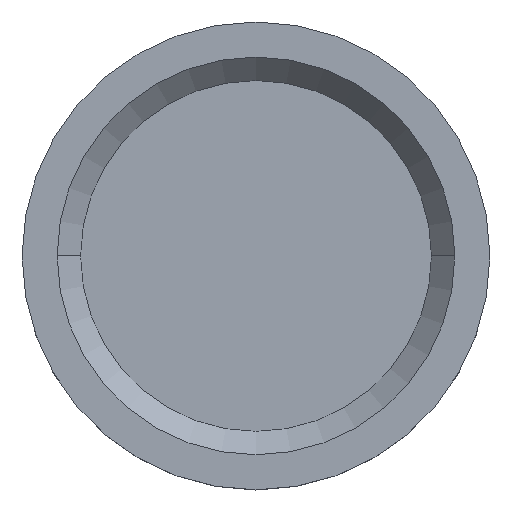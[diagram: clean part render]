
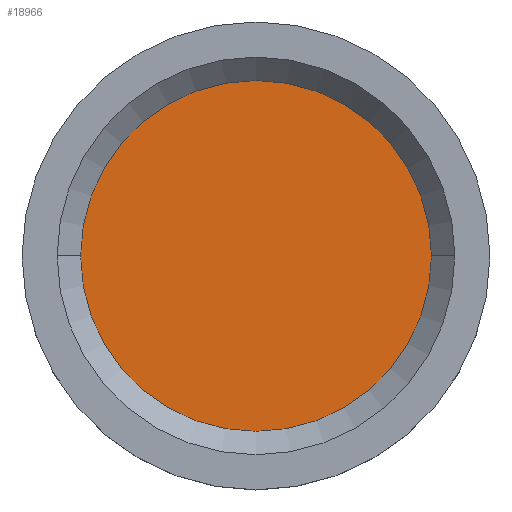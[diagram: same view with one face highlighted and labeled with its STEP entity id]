
A CAD part, top view. The second image highlights one B-rep face of the part: STEP entity #18966.
In plain terms, the highlighted face is planar.
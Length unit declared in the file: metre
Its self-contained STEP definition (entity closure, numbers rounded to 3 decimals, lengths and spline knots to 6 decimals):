
#2842 = CARTESIAN_POINT ( 'NONE',  ( 0.125, 0., 0. ) ) ;
#4873 = CARTESIAN_POINT ( 'NONE',  ( 0., 0., 0. ) ) ;
#5522 = DIRECTION ( 'NONE',  ( 1., 0., 0. ) ) ;
#5829 = AXIS2_PLACEMENT_3D ( 'NONE', #15753, #17250, #19078 ) ;
#6714 = VERTEX_POINT ( 'NONE', #10399 ) ;
#8196 = DIRECTION ( 'NONE',  ( 1., 0., 0. ) ) ;
#8519 = CARTESIAN_POINT ( 'NONE',  ( 0., 0., 0. ) ) ;
#10219 = EDGE_CURVE ( 'NONE', #14372, #6714, #20574, .T. ) ;
#10386 = ORIENTED_EDGE ( 'NONE', *, *, #10568, .F. ) ;
#10399 = CARTESIAN_POINT ( 'NONE',  ( -0.125, 0., 0. ) ) ;
#10568 = EDGE_CURVE ( 'NONE', #6714, #14372, #14753, .T. ) ;
#12279 = AXIS2_PLACEMENT_3D ( 'NONE', #4873, #18081, #8196 ) ;
#13032 = AXIS2_PLACEMENT_3D ( 'NONE', #8519, #14867, #5522 ) ;
#14372 = VERTEX_POINT ( 'NONE', #2842 ) ;
#14753 = CIRCLE ( 'NONE', #13032, 0.125 ) ;
#14867 = DIRECTION ( 'NONE',  ( 0., 0., 1. ) ) ;
#15753 = CARTESIAN_POINT ( 'NONE',  ( 0., 0., 0. ) ) ;
#15849 = EDGE_LOOP ( 'NONE', ( #10386, #18399 ) ) ;
#17250 = DIRECTION ( 'NONE',  ( 0., 0., 1. ) ) ;
#18081 = DIRECTION ( 'NONE',  ( 0., 0., 1. ) ) ;
#18399 = ORIENTED_EDGE ( 'NONE', *, *, #10219, .F. ) ;
#18401 = PLANE ( 'NONE',  #12279 ) ;
#18966 = ADVANCED_FACE ( 'NONE', ( #20005 ), #18401, .F. ) ;
#19078 = DIRECTION ( 'NONE',  ( 1., 0., 0. ) ) ;
#20005 = FACE_OUTER_BOUND ( 'NONE', #15849, .T. ) ;
#20574 = CIRCLE ( 'NONE', #5829, 0.125 ) ;
